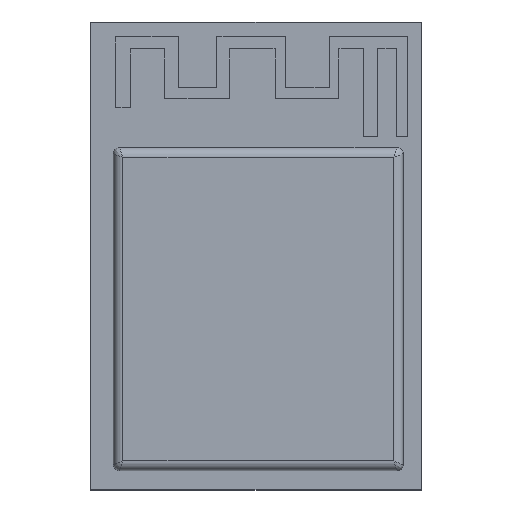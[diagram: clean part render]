
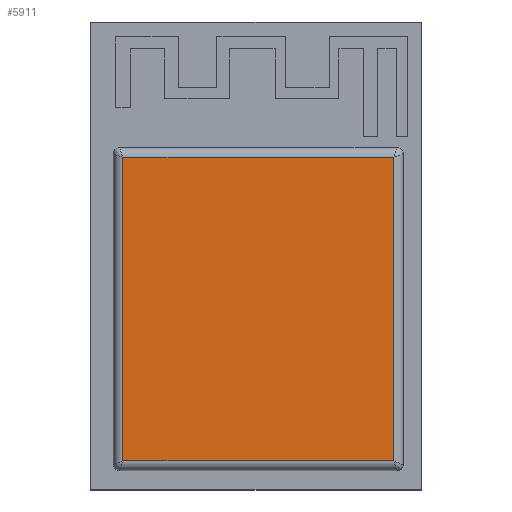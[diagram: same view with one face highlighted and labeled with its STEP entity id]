
A CAD part, top view. The second image highlights one B-rep face of the part: STEP entity #5911.
In plain terms, the highlighted planar face has unit normal (0, 0, 1).
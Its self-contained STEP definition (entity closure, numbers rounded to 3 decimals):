
#1012=ORIENTED_EDGE('',*,*,#1704,.T.);
#1013=ORIENTED_EDGE('',*,*,#1705,.T.);
#1014=ORIENTED_EDGE('',*,*,#1706,.T.);
#1015=ORIENTED_EDGE('',*,*,#1707,.T.);
#1704=EDGE_CURVE('',#2124,#2125,#2656,.T.);
#1705=EDGE_CURVE('',#2125,#2126,#2657,.T.);
#1706=EDGE_CURVE('',#2126,#2127,#2658,.T.);
#1707=EDGE_CURVE('',#2127,#2124,#2659,.T.);
#2124=VERTEX_POINT('',#8317);
#2125=VERTEX_POINT('',#8318);
#2126=VERTEX_POINT('',#8320);
#2127=VERTEX_POINT('',#8322);
#2656=LINE('',#8316,#3216);
#2657=LINE('',#8319,#3217);
#2658=LINE('',#8321,#3218);
#2659=LINE('',#8323,#3219);
#3216=VECTOR('',#7109,1000.);
#3217=VECTOR('',#7110,1000.);
#3218=VECTOR('',#7111,1000.);
#3219=VECTOR('',#7112,1000.);
#3510=EDGE_LOOP('',(#1012,#1013,#1014,#1015));
#3786=FACE_BOUND('',#3510,.T.);
#4023=PLANE('',#6157);
#5911=ADVANCED_FACE('',(#3786),#4023,.T.);
#6157=AXIS2_PLACEMENT_3D('',#8315,#7107,#7108);
#7107=DIRECTION('',(0.,0.,1.));
#7108=DIRECTION('',(1.,0.,0.));
#7109=DIRECTION('',(1.,0.,0.));
#7110=DIRECTION('',(0.,1.,0.));
#7111=DIRECTION('',(-1.,0.,0.));
#7112=DIRECTION('',(0.,-1.,0.));
#8315=CARTESIAN_POINT('',(0.,0.,3.2));
#8316=CARTESIAN_POINT('',(7.69,-11.173,3.2));
#8317=CARTESIAN_POINT('',(-7.253,-11.173,3.2));
#8318=CARTESIAN_POINT('',(7.493,-11.173,3.2));
#8319=CARTESIAN_POINT('',(7.493,5.57,3.2));
#8320=CARTESIAN_POINT('',(7.493,5.373,3.2));
#8321=CARTESIAN_POINT('',(-7.45,5.373,3.2));
#8322=CARTESIAN_POINT('',(-7.253,5.373,3.2));
#8323=CARTESIAN_POINT('',(-7.253,-11.37,3.2));
